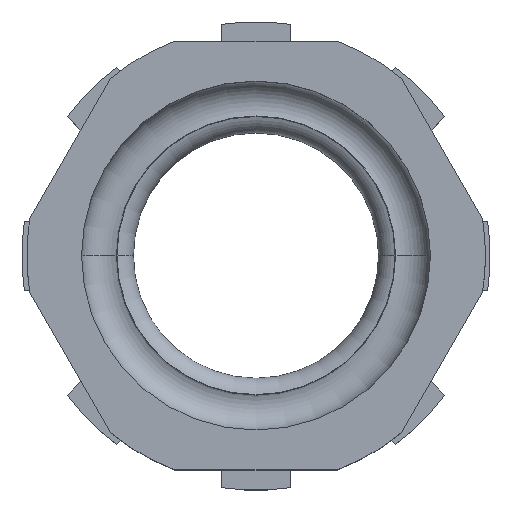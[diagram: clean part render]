
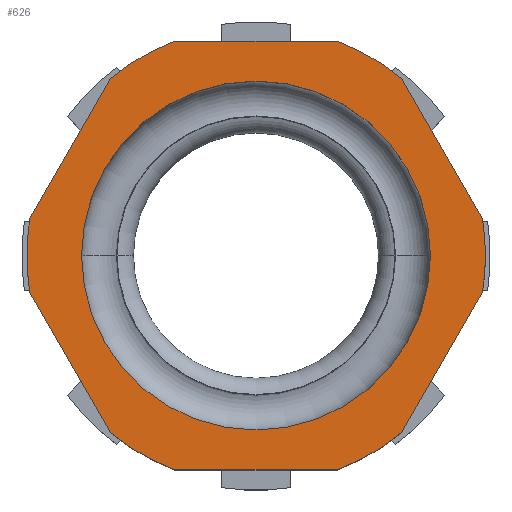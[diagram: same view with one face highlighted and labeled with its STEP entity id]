
A CAD part, top view. The second image highlights one B-rep face of the part: STEP entity #626.
In plain terms, the highlighted planar face has unit normal (0, 0, 1).
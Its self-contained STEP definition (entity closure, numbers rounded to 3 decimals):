
#56 = CARTESIAN_POINT ( 'NONE',  ( 14.535, 17.825, 39. ) ) ;
#57 = CARTESIAN_POINT ( 'NONE',  ( 22.705, 3.675, 39. ) ) ;
#58 = CARTESIAN_POINT ( 'NONE',  ( 14.535, -17.825, 39. ) ) ;
#59 = CARTESIAN_POINT ( 'NONE',  ( 8.17, -21.5, 39. ) ) ;
#60 = CARTESIAN_POINT ( 'NONE',  ( -8.17, -21.5, 39. ) ) ;
#61 = CARTESIAN_POINT ( 'NONE',  ( -14.535, -17.825, 39. ) ) ;
#62 = CARTESIAN_POINT ( 'NONE',  ( -22.705, -3.675, 39. ) ) ;
#63 = CARTESIAN_POINT ( 'NONE',  ( -22.705, 3.675, 39. ) ) ;
#64 = CARTESIAN_POINT ( 'NONE',  ( -14.535, 17.825, 39. ) ) ;
#65 = CARTESIAN_POINT ( 'NONE',  ( -8.17, 21.5, 39. ) ) ;
#66 = CARTESIAN_POINT ( 'NONE',  ( 8.17, 21.5, 39. ) ) ;
#109 = CARTESIAN_POINT ( 'NONE',  ( 23., 0., 39. ) ) ;
#139 = CARTESIAN_POINT ( 'NONE',  ( -17.5, 0., 39. ) ) ;
#177 = CARTESIAN_POINT ( 'NONE',  ( 22.705, -3.675, 39. ) ) ;
#183 = CARTESIAN_POINT ( 'NONE',  ( 17.5, 0., 39. ) ) ;
#580 = CARTESIAN_POINT ( 'NONE',  ( 0., 0., 39. ) ) ;
#584 = DIRECTION ( 'NONE',  ( 0., 0., 1. ) ) ;
#626 = ADVANCED_FACE ( 'NONE', ( #1031, #1034 ), #1510, .T. ) ;
#714 = VERTEX_POINT ( 'NONE', #56 ) ;
#715 = VERTEX_POINT ( 'NONE', #57 ) ;
#716 = VERTEX_POINT ( 'NONE', #58 ) ;
#717 = VERTEX_POINT ( 'NONE', #59 ) ;
#718 = VERTEX_POINT ( 'NONE', #60 ) ;
#719 = VERTEX_POINT ( 'NONE', #61 ) ;
#720 = VERTEX_POINT ( 'NONE', #62 ) ;
#721 = VERTEX_POINT ( 'NONE', #63 ) ;
#722 = VERTEX_POINT ( 'NONE', #64 ) ;
#723 = VERTEX_POINT ( 'NONE', #65 ) ;
#724 = VERTEX_POINT ( 'NONE', #66 ) ;
#860 = VERTEX_POINT ( 'NONE', #109 ) ;
#890 = VERTEX_POINT ( 'NONE', #139 ) ;
#928 = VERTEX_POINT ( 'NONE', #177 ) ;
#934 = VERTEX_POINT ( 'NONE', #183 ) ;
#1031 = FACE_BOUND ( 'NONE', #1268, .T. ) ;
#1034 = FACE_OUTER_BOUND ( 'NONE', #1269, .T. ) ;
#1037 = AXIS2_PLACEMENT_3D ( 'NONE', #1511, #1512, #1513 ) ;
#1268 = EDGE_LOOP ( 'NONE', ( #2921, #2925 ) ) ;
#1269 = EDGE_LOOP ( 'NONE', ( #2923, #2926, #2924, #2927, #2928, #2929, #2930, #2931, #2932, #2933, #2935, #2936, #2934 ) ) ;
#1510 = PLANE ( 'NONE',  #1037 ) ;
#1511 = CARTESIAN_POINT ( 'NONE',  ( 0., 0., 39. ) ) ;
#1512 = DIRECTION ( 'NONE',  ( 0., 0., 1. ) ) ;
#1513 = DIRECTION ( 'NONE',  ( 1., 0., 0. ) ) ;
#1668 = DIRECTION ( 'NONE',  ( 1., 0., 0. ) ) ;
#1669 = CARTESIAN_POINT ( 'NONE',  ( 0., 0., 39. ) ) ;
#1670 = DIRECTION ( 'NONE',  ( 0., 0., 1. ) ) ;
#1671 = DIRECTION ( 'NONE',  ( 1., 0., 0. ) ) ;
#1672 = CARTESIAN_POINT ( 'NONE',  ( 0., 0., 39. ) ) ;
#1673 = DIRECTION ( 'NONE',  ( 0., 0., 1. ) ) ;
#1674 = DIRECTION ( 'NONE',  ( 1., 0., 0. ) ) ;
#1675 = CARTESIAN_POINT ( 'NONE',  ( 0., 0., 39. ) ) ;
#1676 = DIRECTION ( 'NONE',  ( 0., 0., 1. ) ) ;
#1677 = DIRECTION ( 'NONE',  ( 1., 0., 0. ) ) ;
#1678 = CARTESIAN_POINT ( 'NONE',  ( 0., 0., 39. ) ) ;
#1679 = DIRECTION ( 'NONE',  ( 0., 0., 1. ) ) ;
#1680 = DIRECTION ( 'NONE',  ( 1., 0., 0. ) ) ;
#1681 = CARTESIAN_POINT ( 'NONE',  ( 0., 0., 39. ) ) ;
#1682 = DIRECTION ( 'NONE',  ( 0., 0., 1. ) ) ;
#1683 = DIRECTION ( 'NONE',  ( 1., 0., 0. ) ) ;
#1684 = CARTESIAN_POINT ( 'NONE',  ( 0., 0., 39. ) ) ;
#1685 = DIRECTION ( 'NONE',  ( 0., 0., 1. ) ) ;
#1686 = DIRECTION ( 'NONE',  ( 1., 0., 0. ) ) ;
#1688 = LINE ( 'NONE', #1689, #2704 ) ;
#1689 = CARTESIAN_POINT ( 'NONE',  ( 24.826, 0., 39. ) ) ;
#1690 = DIRECTION ( 'NONE',  ( -0.5, 0.866, 0. ) ) ;
#1697 = LINE ( 'NONE', #1698, #2707 ) ;
#1698 = CARTESIAN_POINT ( 'NONE',  ( 12.413, -21.5, 39. ) ) ;
#1699 = DIRECTION ( 'NONE',  ( 0.5, 0.866, 0. ) ) ;
#1703 = LINE ( 'NONE', #1704, #2709 ) ;
#1704 = CARTESIAN_POINT ( 'NONE',  ( -12.413, -21.5, 39. ) ) ;
#1705 = DIRECTION ( 'NONE',  ( 1., 0., 0. ) ) ;
#1712 = LINE ( 'NONE', #1713, #2712 ) ;
#1713 = CARTESIAN_POINT ( 'NONE',  ( -24.826, 0., 39. ) ) ;
#1714 = DIRECTION ( 'NONE',  ( 0.5, -0.866, 0. ) ) ;
#1721 = LINE ( 'NONE', #1722, #2715 ) ;
#1722 = CARTESIAN_POINT ( 'NONE',  ( -12.413, 21.5, 39. ) ) ;
#1723 = DIRECTION ( 'NONE',  ( -0.5, -0.866, 0. ) ) ;
#1730 = LINE ( 'NONE', #1731, #2719 ) ;
#1731 = CARTESIAN_POINT ( 'NONE',  ( 12.413, 21.5, 39. ) ) ;
#1732 = DIRECTION ( 'NONE',  ( -1., 0., 0. ) ) ;
#1837 = CARTESIAN_POINT ( 'NONE',  ( 0., 0., 39. ) ) ;
#1838 = DIRECTION ( 'NONE',  ( 0., 0., 1. ) ) ;
#1839 = DIRECTION ( 'NONE',  ( 1., 0., 0. ) ) ;
#1996 = AXIS2_PLACEMENT_3D ( 'NONE', #2127, #2131, #2132 ) ;
#2127 = CARTESIAN_POINT ( 'NONE',  ( 0., 0., 39. ) ) ;
#2131 = DIRECTION ( 'NONE',  ( 0., 0., 1. ) ) ;
#2132 = DIRECTION ( 'NONE',  ( 1., 0., 0. ) ) ;
#2411 = AXIS2_PLACEMENT_3D ( 'NONE', #1675, #1676, #1677 ) ;
#2416 = AXIS2_PLACEMENT_3D ( 'NONE', #1678, #1679, #1680 ) ;
#2418 = AXIS2_PLACEMENT_3D ( 'NONE', #580, #584, #1668 ) ;
#2419 = AXIS2_PLACEMENT_3D ( 'NONE', #1672, #1673, #1674 ) ;
#2421 = AXIS2_PLACEMENT_3D ( 'NONE', #1669, #1670, #1671 ) ;
#2422 = AXIS2_PLACEMENT_3D ( 'NONE', #1681, #1682, #1683 ) ;
#2423 = AXIS2_PLACEMENT_3D ( 'NONE', #1684, #1685, #1686 ) ;
#2432 = CIRCLE ( 'NONE', #2769, 23. ) ;
#2474 = CIRCLE ( 'NONE', #1996, 17.5 ) ;
#2501 = CIRCLE ( 'NONE', #2423, 17.5 ) ;
#2638 = CIRCLE ( 'NONE', #2422, 23. ) ;
#2639 = CIRCLE ( 'NONE', #2416, 23. ) ;
#2640 = CIRCLE ( 'NONE', #2411, 23. ) ;
#2641 = CIRCLE ( 'NONE', #2419, 23. ) ;
#2642 = CIRCLE ( 'NONE', #2421, 23. ) ;
#2643 = CIRCLE ( 'NONE', #2418, 23. ) ;
#2704 = VECTOR ( 'NONE', #1690, 1000. ) ;
#2707 = VECTOR ( 'NONE', #1699, 1000. ) ;
#2709 = VECTOR ( 'NONE', #1705, 1000. ) ;
#2712 = VECTOR ( 'NONE', #1714, 1000. ) ;
#2715 = VECTOR ( 'NONE', #1723, 1000. ) ;
#2719 = VECTOR ( 'NONE', #1732, 1000. ) ;
#2769 = AXIS2_PLACEMENT_3D ( 'NONE', #1837, #1838, #1839 ) ;
#2921 = ORIENTED_EDGE ( 'NONE', *, *, #3054, .F. ) ;
#2923 = ORIENTED_EDGE ( 'NONE', *, *, #3055, .T. ) ;
#2924 = ORIENTED_EDGE ( 'NONE', *, *, #3069, .T. ) ;
#2925 = ORIENTED_EDGE ( 'NONE', *, *, #3167, .F. ) ;
#2926 = ORIENTED_EDGE ( 'NONE', *, *, #3053, .T. ) ;
#2927 = ORIENTED_EDGE ( 'NONE', *, *, #3052, .T. ) ;
#2928 = ORIENTED_EDGE ( 'NONE', *, *, #3066, .T. ) ;
#2929 = ORIENTED_EDGE ( 'NONE', *, *, #3051, .T. ) ;
#2930 = ORIENTED_EDGE ( 'NONE', *, *, #3063, .T. ) ;
#2931 = ORIENTED_EDGE ( 'NONE', *, *, #3050, .T. ) ;
#2932 = ORIENTED_EDGE ( 'NONE', *, *, #3060, .T. ) ;
#2933 = ORIENTED_EDGE ( 'NONE', *, *, #3049, .T. ) ;
#2934 = ORIENTED_EDGE ( 'NONE', *, *, #3048, .T. ) ;
#2935 = ORIENTED_EDGE ( 'NONE', *, *, #3058, .T. ) ;
#2936 = ORIENTED_EDGE ( 'NONE', *, *, #3105, .T. ) ;
#3048 = EDGE_CURVE ( 'NONE', #860, #715, #2643, .T. ) ;
#3049 = EDGE_CURVE ( 'NONE', #717, #716, #2642, .T. ) ;
#3050 = EDGE_CURVE ( 'NONE', #719, #718, #2641, .T. ) ;
#3051 = EDGE_CURVE ( 'NONE', #721, #720, #2640, .T. ) ;
#3052 = EDGE_CURVE ( 'NONE', #723, #722, #2639, .T. ) ;
#3053 = EDGE_CURVE ( 'NONE', #714, #724, #2638, .T. ) ;
#3054 = EDGE_CURVE ( 'NONE', #934, #890, #2501, .T. ) ;
#3055 = EDGE_CURVE ( 'NONE', #715, #714, #1688, .T. ) ;
#3058 = EDGE_CURVE ( 'NONE', #716, #928, #1697, .T. ) ;
#3060 = EDGE_CURVE ( 'NONE', #718, #717, #1703, .T. ) ;
#3063 = EDGE_CURVE ( 'NONE', #720, #719, #1712, .T. ) ;
#3066 = EDGE_CURVE ( 'NONE', #722, #721, #1721, .T. ) ;
#3069 = EDGE_CURVE ( 'NONE', #724, #723, #1730, .T. ) ;
#3105 = EDGE_CURVE ( 'NONE', #928, #860, #2432, .T. ) ;
#3167 = EDGE_CURVE ( 'NONE', #890, #934, #2474, .T. ) ;
